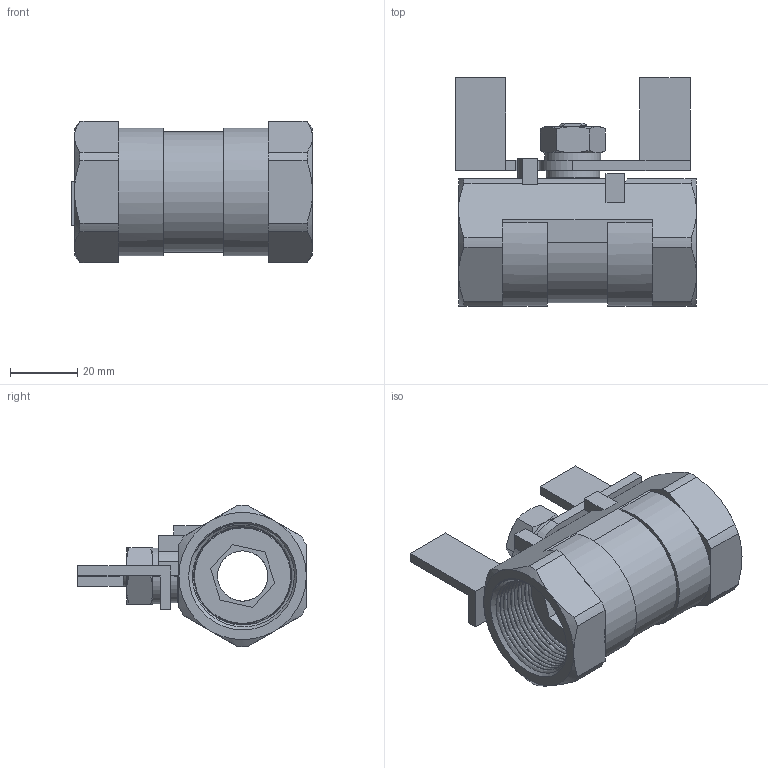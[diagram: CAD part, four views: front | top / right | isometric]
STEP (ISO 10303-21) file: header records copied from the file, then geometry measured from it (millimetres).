
FILE_DESCRIPTION(/* description */ ('Unknown'),/* implementation_level */ '2;1');
FILE_NAME(/* name */ 'V-1K DN25 BW handle',/* time_stamp */ '2020-10-06T08:44:22+08:00',/* author */ ('Unknown'),/* organization */ ('Unknown'),/* preprocessor_version */ 'ST-DEVELOPER v16.7',/* originating_system */ 'DEX',/* authorisation */ $);
FILE_SCHEMA (('AUTOMOTIVE_DESIGN {1 0 10303 214 3 1 1}'));
Length unit declared in the file: millimetre
Products named in the file (1): V-1K DN25 BW handle
Bounding box: 71.9 x 68.2 x 42.27 mm (x, y, z)
Volume: 54690.3 mm3; surface area: 28599.9 mm2
Topology: 1 solids, 2 shells, 224 faces, 793 edges, 564 vertices
Faces by surface type: plane 101, cylinder 47, bspline 39, cone 37
Full cylindrical faces by diameter (mm): 10 x1, 10.1 x1, 10.2 x1, 15 x1, 15.4 x1, 16 x2, 28.5 x1
Entity records: 20964 total; most frequent: CARTESIAN_POINT 15060, ORIENTED_EDGE 1548, DIRECTION 876, EDGE_CURVE 774, VERTEX_POINT 559, AXIS2_PLACEMENT_3D 311, LINE 254, VECTOR 254
